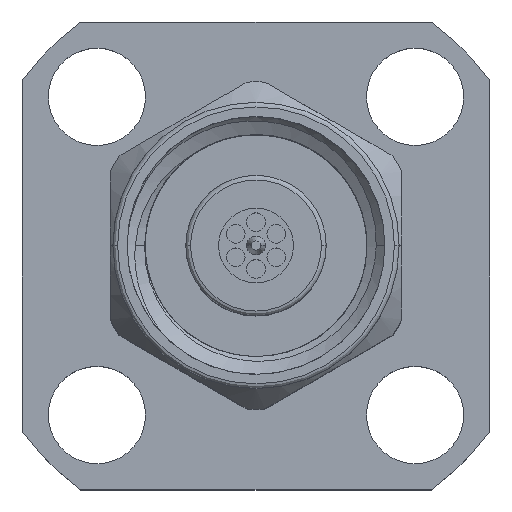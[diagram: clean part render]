
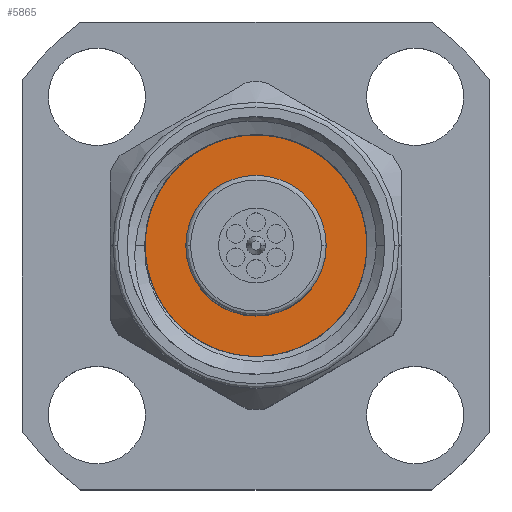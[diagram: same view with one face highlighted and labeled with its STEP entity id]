
A CAD part, top view. The second image highlights one B-rep face of the part: STEP entity #5865.
In plain terms, the highlighted face is planar.
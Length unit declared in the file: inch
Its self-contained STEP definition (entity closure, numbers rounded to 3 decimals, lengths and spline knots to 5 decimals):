
#291 = DIRECTION ( 'NONE',  ( 0., 0., 1. ) ) ;
#972 = CIRCLE ( 'NONE', #6710, 0.1378 ) ;
#1370 = PLANE ( 'NONE',  #7217 ) ;
#1827 = CARTESIAN_POINT ( 'NONE',  ( 0.3, 0., 0.1378 ) ) ;
#2206 = EDGE_CURVE ( 'NONE', #10117, #6338, #972, .T. ) ;
#4517 = CARTESIAN_POINT ( 'NONE',  ( 0.3, 0., 0. ) ) ;
#5576 = ORIENTED_EDGE ( 'NONE', *, *, #2206, .T. ) ;
#5850 = CARTESIAN_POINT ( 'NONE',  ( 0.3, 0., 0. ) ) ;
#5857 = DIRECTION ( 'NONE',  ( -1., 0., 0. ) ) ;
#5865 = ADVANCED_FACE ( 'NONE', ( #8422 ), #1370, .T. ) ;
#6338 = VERTEX_POINT ( 'NONE', #9789 ) ;
#6549 = EDGE_LOOP ( 'NONE', ( #5576, #9471 ) ) ;
#6622 = DIRECTION ( 'NONE',  ( -1., 0., 0. ) ) ;
#6710 = AXIS2_PLACEMENT_3D ( 'NONE', #8992, #5857, #7490 ) ;
#6813 = EDGE_CURVE ( 'NONE', #6338, #10117, #9870, .T. ) ;
#6869 = DIRECTION ( 'NONE',  ( 0., 0., 1. ) ) ;
#7217 = AXIS2_PLACEMENT_3D ( 'NONE', #4517, #7644, #6869 ) ;
#7490 = DIRECTION ( 'NONE',  ( 0., 0., 1. ) ) ;
#7644 = DIRECTION ( 'NONE',  ( -1., 0., 0. ) ) ;
#8422 = FACE_OUTER_BOUND ( 'NONE', #6549, .T. ) ;
#8992 = CARTESIAN_POINT ( 'NONE',  ( 0.3, 0., 0. ) ) ;
#9031 = AXIS2_PLACEMENT_3D ( 'NONE', #5850, #6622, #291 ) ;
#9471 = ORIENTED_EDGE ( 'NONE', *, *, #6813, .T. ) ;
#9789 = CARTESIAN_POINT ( 'NONE',  ( 0.3, 0., -0.1378 ) ) ;
#9870 = CIRCLE ( 'NONE', #9031, 0.1378 ) ;
#10117 = VERTEX_POINT ( 'NONE', #1827 ) ;
